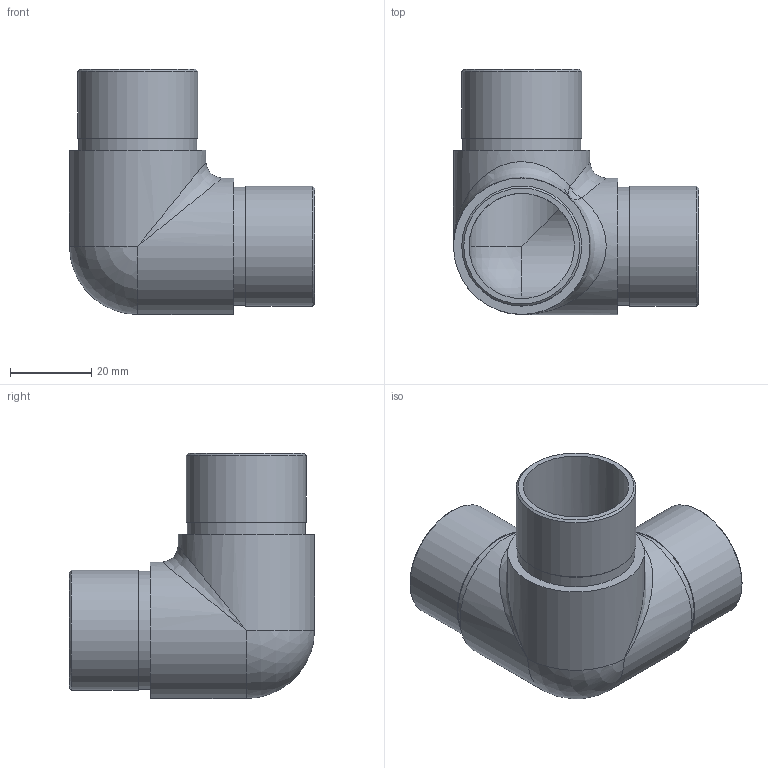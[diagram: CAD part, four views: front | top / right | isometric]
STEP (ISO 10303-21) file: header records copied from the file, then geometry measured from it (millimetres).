
FILE_DESCRIPTION (( 'STEP AP203' ), '1' );
FILE_NAME ('56191-320.step', '2020-03-04T07:17:00', ( '' ), ( '' ), 'SwSTEP 2.0', 'SolidWorks 2015', '' );
FILE_SCHEMA (( 'CONFIG_CONTROL_DESIGN' ));
Length unit declared in the file: millimetre
Products named in the file (2): 56191-320
Bounding box: 60.5 x 60.5 x 60.5 mm (x, y, z)
Volume: 27575 mm3; surface area: 20869.4 mm2
Topology: 1 solids, 1 shells, 30 faces, 66 edges, 38 vertices
Faces by surface type: cylinder 12, plane 9, sphere 3, bspline 3, cone 3
Full cylindrical faces by diameter (mm): 26 x3, 29.2 x3, 29.6 x3, 33.7 x3
Entity records: 1071 total; most frequent: CARTESIAN_POINT 396, DIRECTION 118, ORIENTED_EDGE 78, AXIS2_PLACEMENT_3D 59, EDGE_LOOP 54, FACE_OUTER_BOUND 42, EDGE_CURVE 39, VERTEX_POINT 31
